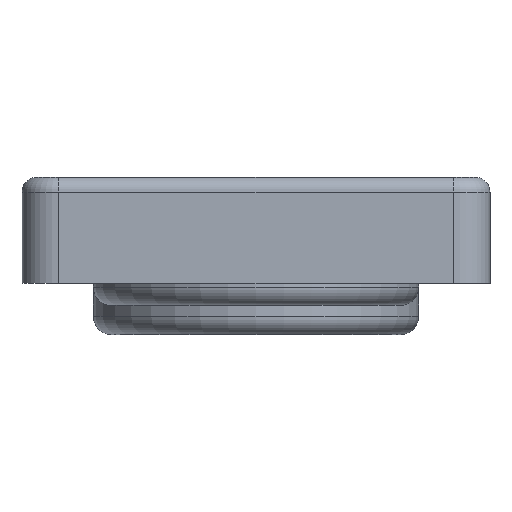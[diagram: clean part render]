
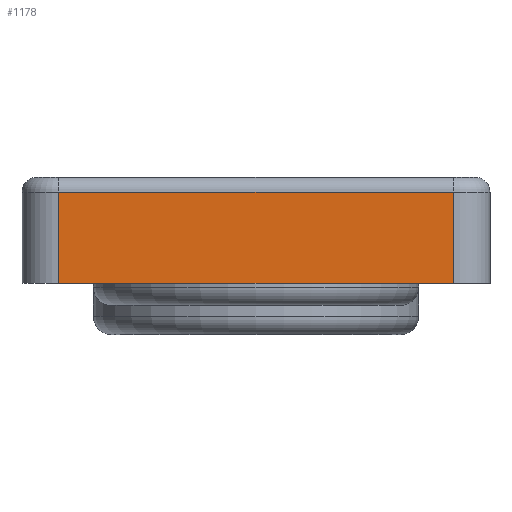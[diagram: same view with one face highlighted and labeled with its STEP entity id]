
A CAD part, front view. The second image highlights one B-rep face of the part: STEP entity #1178.
In plain terms, the highlighted planar face has unit normal (0, -1, 0).
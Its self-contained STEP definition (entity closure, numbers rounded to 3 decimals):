
#59=PLANE('',#1325);
#225=FACE_OUTER_BOUND('',#306,.T.);
#306=EDGE_LOOP('',(#1102,#1103,#1104,#1105,#1106));
#341=LINE('',#2044,#435);
#348=LINE('',#2078,#442);
#356=LINE('',#2102,#450);
#397=LINE('',#2226,#491);
#398=LINE('',#2227,#492);
#435=VECTOR('',#1462,10.);
#442=VECTOR('',#1499,10.);
#450=VECTOR('',#1527,10.);
#491=VECTOR('',#1668,10.);
#492=VECTOR('',#1669,10.);
#519=VERTEX_POINT('',#1943);
#557=VERTEX_POINT('',#2035);
#560=VERTEX_POINT('',#2042);
#567=VERTEX_POINT('',#2065);
#571=VERTEX_POINT('',#2074);
#681=EDGE_CURVE('',#560,#557,#341,.T.);
#698=EDGE_CURVE('',#567,#571,#348,.T.);
#711=EDGE_CURVE('',#557,#567,#356,.T.);
#773=EDGE_CURVE('',#571,#519,#397,.T.);
#774=EDGE_CURVE('',#519,#560,#398,.T.);
#1102=ORIENTED_EDGE('',*,*,#681,.F.);
#1103=ORIENTED_EDGE('',*,*,#774,.F.);
#1104=ORIENTED_EDGE('',*,*,#773,.F.);
#1105=ORIENTED_EDGE('',*,*,#698,.F.);
#1106=ORIENTED_EDGE('',*,*,#711,.F.);
#1178=ADVANCED_FACE('',(#225),#59,.T.);
#1325=AXIS2_PLACEMENT_3D('',#2235,#1681,#1682);
#1462=DIRECTION('',(0.,0.,1.));
#1499=DIRECTION('',(0.,0.,-1.));
#1527=DIRECTION('',(1.,0.,0.));
#1668=DIRECTION('',(-1.,0.,0.));
#1669=DIRECTION('',(-1.,0.,0.));
#1681=DIRECTION('center_axis',(0.,-1.,0.));
#1682=DIRECTION('ref_axis',(1.,0.,0.));
#1943=CARTESIAN_POINT('',(0.,-22.25,0.));
#2035=CARTESIAN_POINT('',(-27.,-22.25,12.5));
#2042=CARTESIAN_POINT('',(-27.,-22.25,0.));
#2044=CARTESIAN_POINT('',(-27.,-22.25,0.));
#2065=CARTESIAN_POINT('',(27.,-22.25,12.5));
#2074=CARTESIAN_POINT('',(27.,-22.25,0.));
#2078=CARTESIAN_POINT('',(27.,-22.25,0.));
#2102=CARTESIAN_POINT('',(-16.,-22.25,12.5));
#2226=CARTESIAN_POINT('',(32.,-22.25,0.));
#2227=CARTESIAN_POINT('',(32.,-22.25,0.));
#2235=CARTESIAN_POINT('Origin',(-32.,-22.25,0.));
